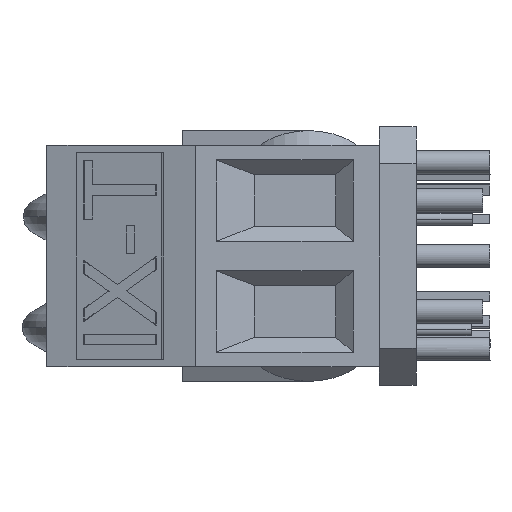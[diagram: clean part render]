
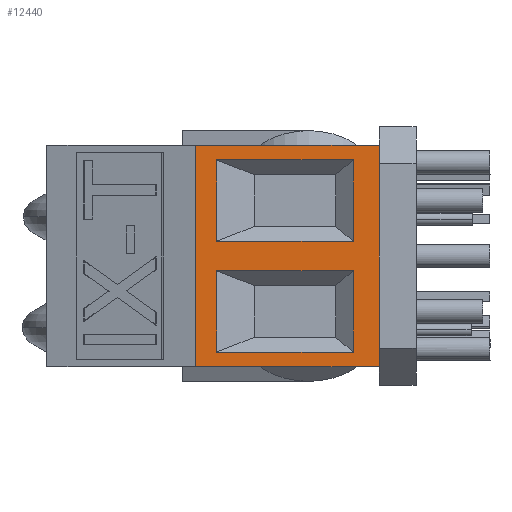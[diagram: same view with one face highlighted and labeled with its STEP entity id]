
A CAD part, left-side view. The second image highlights one B-rep face of the part: STEP entity #12440.
In plain terms, the highlighted planar face has unit normal (-1, 0, 0).
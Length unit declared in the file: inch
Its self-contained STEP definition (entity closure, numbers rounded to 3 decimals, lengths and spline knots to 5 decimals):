
#133 = CARTESIAN_POINT ( 'NONE',  ( 0.98992, 0.26632, 0.13 ) ) ;
#261 = CARTESIAN_POINT ( 'NONE',  ( 0.98992, 0.04632, 0.02 ) ) ;
#740 = CARTESIAN_POINT ( 'NONE',  ( 0.98992, 0.04632, 0. ) ) ;
#789 = CARTESIAN_POINT ( 'NONE',  ( 0.98992, 0.08132, 0.3 ) ) ;
#830 = ORIENTED_EDGE ( 'NONE', *, *, #16488, .F. ) ;
#1396 = DIRECTION ( 'NONE',  ( 0., 0., -1. ) ) ;
#1752 = EDGE_CURVE ( 'NONE', #14941, #25727, #24139, .T. ) ;
#1830 = EDGE_CURVE ( 'NONE', #27787, #33919, #21397, .T. ) ;
#1952 = VECTOR ( 'NONE', #2364, 39.37008 ) ;
#2364 = DIRECTION ( 'NONE',  ( 0., 0., 1. ) ) ;
#2933 = EDGE_CURVE ( 'NONE', #33919, #39240, #33462, .T. ) ;
#3208 = EDGE_CURVE ( 'NONE', #30867, #20658, #41018, .T. ) ;
#3477 = VERTEX_POINT ( 'NONE', #18841 ) ;
#5319 = LINE ( 'NONE', #42599, #32519 ) ;
#5858 = DIRECTION ( 'NONE',  ( 0., 0., 1. ) ) ;
#6091 = ORIENTED_EDGE ( 'NONE', *, *, #1752, .T. ) ;
#6370 = ORIENTED_EDGE ( 'NONE', *, *, #21365, .T. ) ;
#6733 = ORIENTED_EDGE ( 'NONE', *, *, #2933, .T. ) ;
#6993 = ORIENTED_EDGE ( 'NONE', *, *, #38614, .T. ) ;
#7130 = CARTESIAN_POINT ( 'NONE',  ( 0.98992, 0.26632, 0.17 ) ) ;
#7516 = CARTESIAN_POINT ( 'NONE',  ( 0.98992, 0.08132, 0.28 ) ) ;
#7941 = VECTOR ( 'NONE', #39253, 39.37008 ) ;
#8662 = ORIENTED_EDGE ( 'NONE', *, *, #24619, .F. ) ;
#9700 = FACE_BOUND ( 'NONE', #26927, .T. ) ;
#9730 = DIRECTION ( 'NONE',  ( 0., 1., 0. ) ) ;
#10367 = CARTESIAN_POINT ( 'NONE',  ( 0.98992, 0.08132, 0. ) ) ;
#11090 = LINE ( 'NONE', #789, #7941 ) ;
#11720 = ORIENTED_EDGE ( 'NONE', *, *, #17620, .F. ) ;
#12440 = ADVANCED_FACE ( 'NONE', ( #23932, #9700, #19811 ), #30066, .T. ) ;
#12617 = DIRECTION ( 'NONE',  ( 0., 1., 0. ) ) ;
#12836 = EDGE_CURVE ( 'NONE', #25727, #30867, #35287, .T. ) ;
#13181 = LINE ( 'NONE', #23734, #14444 ) ;
#13891 = LINE ( 'NONE', #14122, #24640 ) ;
#14122 = CARTESIAN_POINT ( 'NONE',  ( 0.98992, 0.04632, 0.28 ) ) ;
#14444 = VECTOR ( 'NONE', #19851, 39.37008 ) ;
#14941 = VERTEX_POINT ( 'NONE', #41642 ) ;
#14993 = VECTOR ( 'NONE', #27311, 39.37008 ) ;
#15512 = VERTEX_POINT ( 'NONE', #40850 ) ;
#15673 = ORIENTED_EDGE ( 'NONE', *, *, #1830, .T. ) ;
#16097 = CARTESIAN_POINT ( 'NONE',  ( 0.98992, 0.26632, 0. ) ) ;
#16433 = CARTESIAN_POINT ( 'NONE',  ( 0.98992, 0.26632, 0.02 ) ) ;
#16488 = EDGE_CURVE ( 'NONE', #15512, #23559, #13181, .T. ) ;
#16988 = VERTEX_POINT ( 'NONE', #24147 ) ;
#17451 = DIRECTION ( 'NONE',  ( 0., 1., 0. ) ) ;
#17481 = CARTESIAN_POINT ( 'NONE',  ( 0.98992, 0.08132, 0. ) ) ;
#17620 = EDGE_CURVE ( 'NONE', #16988, #15512, #11090, .T. ) ;
#18049 = ORIENTED_EDGE ( 'NONE', *, *, #3208, .T. ) ;
#18841 = CARTESIAN_POINT ( 'NONE',  ( 0.98992, 0.29467, 0. ) ) ;
#18884 = CARTESIAN_POINT ( 'NONE',  ( 0.98992, 0.08132, 0.02 ) ) ;
#19115 = CARTESIAN_POINT ( 'NONE',  ( 0.98992, 0.08132, 0.17 ) ) ;
#19811 = FACE_BOUND ( 'NONE', #31922, .T. ) ;
#19851 = DIRECTION ( 'NONE',  ( 0., 0., -1. ) ) ;
#20312 = EDGE_CURVE ( 'NONE', #20658, #14941, #24237, .T. ) ;
#20658 = VERTEX_POINT ( 'NONE', #133 ) ;
#21217 = CARTESIAN_POINT ( 'NONE',  ( 0.98992, 0.49587, 0. ) ) ;
#21365 = EDGE_CURVE ( 'NONE', #39240, #34247, #39133, .T. ) ;
#21397 = LINE ( 'NONE', #10367, #40552 ) ;
#21785 = CARTESIAN_POINT ( 'NONE',  ( 0.98992, 0.26632, 0. ) ) ;
#23559 = VERTEX_POINT ( 'NONE', #740 ) ;
#23694 = CARTESIAN_POINT ( 'NONE',  ( 0.98992, 0.04632, 0. ) ) ;
#23734 = CARTESIAN_POINT ( 'NONE',  ( 0.98992, 0.04632, 0.02 ) ) ;
#23932 = FACE_OUTER_BOUND ( 'NONE', #44470, .T. ) ;
#24139 = LINE ( 'NONE', #17481, #14993 ) ;
#24147 = CARTESIAN_POINT ( 'NONE',  ( 0.98992, 0.29467, 0.3 ) ) ;
#24237 = LINE ( 'NONE', #38412, #30758 ) ;
#24403 = AXIS2_PLACEMENT_3D ( 'NONE', #23694, #34425, #5858 ) ;
#24619 = EDGE_CURVE ( 'NONE', #23559, #3477, #38596, .T. ) ;
#24640 = VECTOR ( 'NONE', #31280, 39.37008 ) ;
#24890 = ORIENTED_EDGE ( 'NONE', *, *, #12836, .T. ) ;
#25727 = VERTEX_POINT ( 'NONE', #18884 ) ;
#25907 = ORIENTED_EDGE ( 'NONE', *, *, #35188, .T. ) ;
#26058 = ORIENTED_EDGE ( 'NONE', *, *, #20312, .T. ) ;
#26927 = EDGE_LOOP ( 'NONE', ( #6091, #24890, #18049, #26058 ) ) ;
#27311 = DIRECTION ( 'NONE',  ( 0., 0., -1. ) ) ;
#27787 = VERTEX_POINT ( 'NONE', #7516 ) ;
#29565 = VECTOR ( 'NONE', #9730, 39.37008 ) ;
#30066 = PLANE ( 'NONE',  #24403 ) ;
#30758 = VECTOR ( 'NONE', #38644, 39.37008 ) ;
#30867 = VERTEX_POINT ( 'NONE', #16433 ) ;
#31280 = DIRECTION ( 'NONE',  ( 0., -1., 0. ) ) ;
#31922 = EDGE_LOOP ( 'NONE', ( #6993, #15673, #6733, #6370 ) ) ;
#32519 = VECTOR ( 'NONE', #1396, 39.37008 ) ;
#33462 = LINE ( 'NONE', #43139, #41338 ) ;
#33919 = VERTEX_POINT ( 'NONE', #19115 ) ;
#34247 = VERTEX_POINT ( 'NONE', #37490 ) ;
#34425 = DIRECTION ( 'NONE',  ( -1., 0., 0. ) ) ;
#35188 = EDGE_CURVE ( 'NONE', #16988, #3477, #5319, .T. ) ;
#35287 = LINE ( 'NONE', #261, #37098 ) ;
#35709 = DIRECTION ( 'NONE',  ( 0., 0., 1. ) ) ;
#37098 = VECTOR ( 'NONE', #17451, 39.37008 ) ;
#37490 = CARTESIAN_POINT ( 'NONE',  ( 0.98992, 0.26632, 0.28 ) ) ;
#38089 = DIRECTION ( 'NONE',  ( 0., 0., -1. ) ) ;
#38412 = CARTESIAN_POINT ( 'NONE',  ( 0.98992, 0.04632, 0.13 ) ) ;
#38596 = LINE ( 'NONE', #21217, #29565 ) ;
#38614 = EDGE_CURVE ( 'NONE', #34247, #27787, #13891, .T. ) ;
#38644 = DIRECTION ( 'NONE',  ( 0., -1., 0. ) ) ;
#39133 = LINE ( 'NONE', #21785, #39532 ) ;
#39240 = VERTEX_POINT ( 'NONE', #7130 ) ;
#39253 = DIRECTION ( 'NONE',  ( 0., -1., 0. ) ) ;
#39532 = VECTOR ( 'NONE', #35709, 39.37008 ) ;
#40552 = VECTOR ( 'NONE', #38089, 39.37008 ) ;
#40850 = CARTESIAN_POINT ( 'NONE',  ( 0.98992, 0.04632, 0.3 ) ) ;
#41018 = LINE ( 'NONE', #16097, #1952 ) ;
#41338 = VECTOR ( 'NONE', #12617, 39.37008 ) ;
#41642 = CARTESIAN_POINT ( 'NONE',  ( 0.98992, 0.08132, 0.13 ) ) ;
#42599 = CARTESIAN_POINT ( 'NONE',  ( 0.98992, 0.29467, 0.3 ) ) ;
#43139 = CARTESIAN_POINT ( 'NONE',  ( 0.98992, 0.04632, 0.17 ) ) ;
#44470 = EDGE_LOOP ( 'NONE', ( #25907, #8662, #830, #11720 ) ) ;
